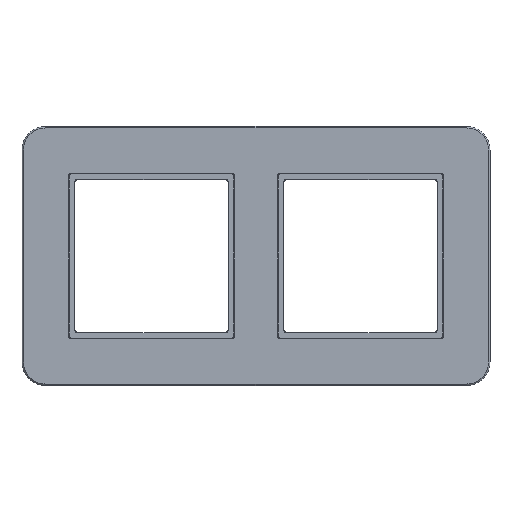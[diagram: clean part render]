
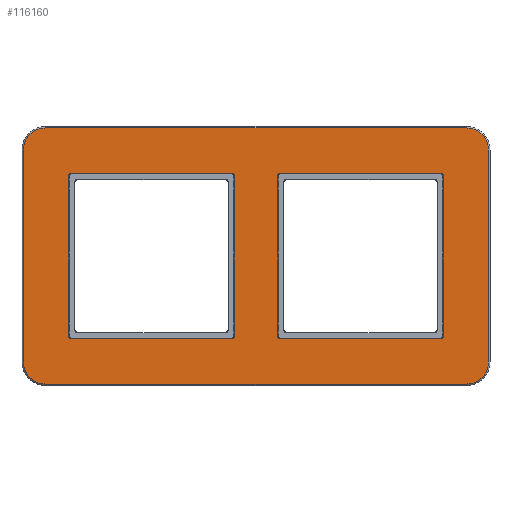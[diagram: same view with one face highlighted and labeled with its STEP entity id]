
A CAD part, top view. The second image highlights one B-rep face of the part: STEP entity #116160.
In plain terms, the highlighted face is planar.
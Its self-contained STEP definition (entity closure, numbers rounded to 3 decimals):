
#115437=DIRECTION('',(0.,0.,-1.));
#115438=VECTOR('',#115437,54.6);
#115439=CARTESIAN_POINT('',(28.1,10.,27.3));
#115440=LINE('8985',#115439,#115438);
#115444=CARTESIAN_POINT('',(27.3,10.,-27.3));
#115445=DIRECTION('',(0.,-1.,0.));
#115446=DIRECTION('',(0.,0.,-1.));
#115447=AXIS2_PLACEMENT_3D('',#115444,#115445,#115446);
#115452=DIRECTION('',(-1.,0.,0.));
#115453=VECTOR('',#115452,54.6);
#115454=CARTESIAN_POINT('',(27.3,10.,-28.1));
#115455=LINE('8987',#115454,#115453);
#115459=CARTESIAN_POINT('',(-27.3,10.,-27.3));
#115460=DIRECTION('',(0.,-1.,0.));
#115461=DIRECTION('',(-1.,0.,0.));
#115462=AXIS2_PLACEMENT_3D('',#115459,#115460,#115461);
#115467=DIRECTION('',(0.,0.,1.));
#115468=VECTOR('',#115467,54.6);
#115469=CARTESIAN_POINT('',(-28.1,10.,-27.3));
#115470=LINE('8988',#115469,#115468);
#115474=CARTESIAN_POINT('',(-27.3,10.,27.3));
#115475=DIRECTION('',(0.,-1.,0.));
#115476=DIRECTION('',(0.,0.,1.));
#115477=AXIS2_PLACEMENT_3D('',#115474,#115475,#115476);
#115482=DIRECTION('',(1.,0.,0.));
#115483=VECTOR('',#115482,54.6);
#115484=CARTESIAN_POINT('',(-27.3,10.,28.1));
#115485=LINE('8989',#115484,#115483);
#115489=CARTESIAN_POINT('',(27.3,10.,27.3));
#115490=DIRECTION('',(0.,-1.,0.));
#115491=DIRECTION('',(1.,0.,0.));
#115492=AXIS2_PLACEMENT_3D('',#115489,#115490,#115491);
#115497=DIRECTION('',(0.,0.,-1.));
#115498=VECTOR('',#115497,54.6);
#115499=CARTESIAN_POINT('',(42.9,10.,27.3));
#115500=LINE('8986',#115499,#115498);
#115504=CARTESIAN_POINT('',(43.7,10.,27.3));
#115505=DIRECTION('',(0.,1.,0.));
#115506=DIRECTION('',(-1.,0.,0.));
#115507=AXIS2_PLACEMENT_3D('',#115504,#115505,#115506);
#115512=DIRECTION('',(-1.,0.,0.));
#115513=VECTOR('',#115512,54.6);
#115514=CARTESIAN_POINT('',(98.3,10.,28.1));
#115515=LINE('8996',#115514,#115513);
#115519=CARTESIAN_POINT('',(98.3,10.,27.3));
#115520=DIRECTION('',(0.,1.,0.));
#115521=DIRECTION('',(0.,0.,1.));
#115522=AXIS2_PLACEMENT_3D('',#115519,#115520,#115521);
#115527=DIRECTION('',(0.,0.,1.));
#115528=VECTOR('',#115527,54.6);
#115529=CARTESIAN_POINT('',(99.1,10.,-27.3));
#115530=LINE('8995',#115529,#115528);
#115534=CARTESIAN_POINT('',(98.3,10.,-27.3));
#115535=DIRECTION('',(0.,1.,0.));
#115536=DIRECTION('',(1.,0.,0.));
#115537=AXIS2_PLACEMENT_3D('',#115534,#115535,#115536);
#115542=DIRECTION('',(1.,0.,0.));
#115543=VECTOR('',#115542,54.6);
#115544=CARTESIAN_POINT('',(43.7,10.,-28.1));
#115545=LINE('8994',#115544,#115543);
#115549=CARTESIAN_POINT('',(43.7,10.,-27.3));
#115550=DIRECTION('',(0.,1.,0.));
#115551=DIRECTION('',(0.,0.,-1.));
#115552=AXIS2_PLACEMENT_3D('',#115549,#115550,#115551);
#115557=DIRECTION('',(1.,0.,0.));
#115558=VECTOR('',#115557,143.);
#115559=CARTESIAN_POINT('',(-36.,10.,43.5));
#115560=LINE('7011',#115559,#115558);
#115564=CARTESIAN_POINT('',(-36.,10.,36.));
#115565=DIRECTION('',(0.,1.,0.));
#115566=DIRECTION('',(-1.,0.,0.));
#115567=AXIS2_PLACEMENT_3D('',#115564,#115565,#115566);
#115572=DIRECTION('',(0.,0.,1.));
#115573=VECTOR('',#115572,72.);
#115574=CARTESIAN_POINT('',(-43.5,10.,-36.));
#115575=LINE('7023',#115574,#115573);
#115579=CARTESIAN_POINT('',(-36.,10.,-36.));
#115580=DIRECTION('',(0.,1.,0.));
#115581=DIRECTION('',(0.,0.,-1.));
#115582=AXIS2_PLACEMENT_3D('',#115579,#115580,#115581);
#115587=DIRECTION('',(-1.,0.,0.));
#115588=VECTOR('',#115587,143.);
#115589=CARTESIAN_POINT('',(107.,10.,-43.5));
#115590=LINE('7019',#115589,#115588);
#115594=CARTESIAN_POINT('',(107.,10.,-36.));
#115595=DIRECTION('',(0.,1.,0.));
#115596=DIRECTION('',(1.,0.,0.));
#115597=AXIS2_PLACEMENT_3D('',#115594,#115595,#115596);
#115602=DIRECTION('',(0.,0.,-1.));
#115603=VECTOR('',#115602,72.);
#115604=CARTESIAN_POINT('',(114.5,10.,36.));
#115605=LINE('7015',#115604,#115603);
#115609=CARTESIAN_POINT('',(107.,10.,36.));
#115610=DIRECTION('',(0.,1.,0.));
#115611=DIRECTION('',(0.,0.,1.));
#115612=AXIS2_PLACEMENT_3D('',#115609,#115610,#115611);
#115895=CARTESIAN_POINT('',(-36.,10.,43.5));
#115896=CARTESIAN_POINT('',(107.,10.,43.5));
#115897=VERTEX_POINT('',#115895);
#115898=VERTEX_POINT('',#115896);
#115903=CARTESIAN_POINT('',(114.5,10.,36.));
#115904=VERTEX_POINT('',#115903);
#115907=CARTESIAN_POINT('',(114.5,10.,-36.));
#115908=VERTEX_POINT('',#115907);
#115911=CARTESIAN_POINT('',(107.,10.,-43.5));
#115912=VERTEX_POINT('',#115911);
#115915=CARTESIAN_POINT('',(-36.,10.,-43.5));
#115916=VERTEX_POINT('',#115915);
#115919=CARTESIAN_POINT('',(-43.5,10.,-36.));
#115920=VERTEX_POINT('',#115919);
#115923=CARTESIAN_POINT('',(-43.5,10.,36.));
#115924=VERTEX_POINT('',#115923);
#115959=CARTESIAN_POINT('',(28.1,10.,27.3));
#115960=CARTESIAN_POINT('',(28.1,10.,-27.3));
#115961=VERTEX_POINT('',#115959);
#115962=VERTEX_POINT('',#115960);
#115963=CARTESIAN_POINT('',(42.9,10.,27.3));
#115964=CARTESIAN_POINT('',(42.9,10.,-27.3));
#115965=VERTEX_POINT('',#115963);
#115966=VERTEX_POINT('',#115964);
#115967=CARTESIAN_POINT('',(27.3,10.,-28.1));
#115968=CARTESIAN_POINT('',(-27.3,10.,-28.1));
#115969=VERTEX_POINT('',#115967);
#115970=VERTEX_POINT('',#115968);
#115971=CARTESIAN_POINT('',(-28.1,10.,-27.3));
#115972=CARTESIAN_POINT('',(-28.1,10.,27.3));
#115973=VERTEX_POINT('',#115971);
#115974=VERTEX_POINT('',#115972);
#115975=CARTESIAN_POINT('',(-27.3,10.,28.1));
#115976=CARTESIAN_POINT('',(27.3,10.,28.1));
#115977=VERTEX_POINT('',#115975);
#115978=VERTEX_POINT('',#115976);
#115979=CARTESIAN_POINT('',(43.7,10.,-28.1));
#115980=CARTESIAN_POINT('',(98.3,10.,-28.1));
#115981=VERTEX_POINT('',#115979);
#115982=VERTEX_POINT('',#115980);
#115983=CARTESIAN_POINT('',(99.1,10.,-27.3));
#115984=CARTESIAN_POINT('',(99.1,10.,27.3));
#115985=VERTEX_POINT('',#115983);
#115986=VERTEX_POINT('',#115984);
#115987=CARTESIAN_POINT('',(98.3,10.,28.1));
#115988=CARTESIAN_POINT('',(43.7,10.,28.1));
#115989=VERTEX_POINT('',#115987);
#115990=VERTEX_POINT('',#115988);
#116102=CARTESIAN_POINT('',(0.,10.,0.));
#116103=DIRECTION('',(0.,1.,0.));
#116104=DIRECTION('',(0.,0.,1.));
#116105=AXIS2_PLACEMENT_3D('',#116102,#116103,#116104);
#116106=PLANE('5553',#116105);
#116108=ORIENTED_EDGE('7011',*,*,#116107,.F.);
#116110=ORIENTED_EDGE('7025',*,*,#116109,.F.);
#116112=ORIENTED_EDGE('7023',*,*,#116111,.F.);
#116113=ORIENTED_EDGE('7021',*,*,#116085,.F.);
#116115=ORIENTED_EDGE('7019',*,*,#116114,.F.);
#116117=ORIENTED_EDGE('7017',*,*,#116116,.F.);
#116119=ORIENTED_EDGE('7015',*,*,#116118,.F.);
#116121=ORIENTED_EDGE('7013',*,*,#116120,.F.);
#116122=EDGE_LOOP('5553',(#116108,#116110,#116112,#116113,#116115,#116117,
#116119,#116121));
#116123=FACE_OUTER_BOUND('5553',#116122,.F.);
#116125=ORIENTED_EDGE('8986',*,*,#116124,.F.);
#116127=ORIENTED_EDGE('8998',*,*,#116126,.T.);
#116129=ORIENTED_EDGE('8996',*,*,#116128,.F.);
#116131=ORIENTED_EDGE('8999',*,*,#116130,.T.);
#116133=ORIENTED_EDGE('8995',*,*,#116132,.F.);
#116135=ORIENTED_EDGE('9000',*,*,#116134,.T.);
#116137=ORIENTED_EDGE('8994',*,*,#116136,.F.);
#116139=ORIENTED_EDGE('8997',*,*,#116138,.T.);
#116140=EDGE_LOOP('5553',(#116125,#116127,#116129,#116131,#116133,#116135,
#116137,#116139));
#116141=FACE_BOUND('5553',#116140,.F.);
#116143=ORIENTED_EDGE('8985',*,*,#116142,.T.);
#116145=ORIENTED_EDGE('8990',*,*,#116144,.F.);
#116147=ORIENTED_EDGE('8987',*,*,#116146,.T.);
#116149=ORIENTED_EDGE('8993',*,*,#116148,.F.);
#116151=ORIENTED_EDGE('8988',*,*,#116150,.T.);
#116153=ORIENTED_EDGE('8992',*,*,#116152,.F.);
#116155=ORIENTED_EDGE('8989',*,*,#116154,.T.);
#116157=ORIENTED_EDGE('8991',*,*,#116156,.F.);
#116158=EDGE_LOOP('5553',(#116143,#116145,#116147,#116149,#116151,#116153,
#116155,#116157));
#116159=FACE_BOUND('5553',#116158,.F.);
#116160=ADVANCED_FACE('5553',(#116123,#116141,#116159),#116106,.T.);
#115448=CIRCLE('8990',#115447,0.8);
#115463=CIRCLE('8993',#115462,0.8);
#115478=CIRCLE('8992',#115477,0.8);
#115493=CIRCLE('8991',#115492,0.8);
#115508=CIRCLE('8998',#115507,0.8);
#115523=CIRCLE('8999',#115522,0.8);
#115538=CIRCLE('9000',#115537,0.8);
#115553=CIRCLE('8997',#115552,0.8);
#115568=CIRCLE('7025',#115567,7.5);
#115583=CIRCLE('7021',#115582,7.5);
#115598=CIRCLE('7017',#115597,7.5);
#115613=CIRCLE('7013',#115612,7.5);
#116085=EDGE_CURVE('7021',#115916,#115920,#115583,.T.);
#116107=EDGE_CURVE('7011',#115897,#115898,#115560,.T.);
#116109=EDGE_CURVE('7025',#115924,#115897,#115568,.T.);
#116111=EDGE_CURVE('7023',#115920,#115924,#115575,.T.);
#116114=EDGE_CURVE('7019',#115912,#115916,#115590,.T.);
#116116=EDGE_CURVE('7017',#115908,#115912,#115598,.T.);
#116118=EDGE_CURVE('7015',#115904,#115908,#115605,.T.);
#116120=EDGE_CURVE('7013',#115898,#115904,#115613,.T.);
#116124=EDGE_CURVE('8986',#115965,#115966,#115500,.T.);
#116126=EDGE_CURVE('8998',#115965,#115990,#115508,.T.);
#116128=EDGE_CURVE('8996',#115989,#115990,#115515,.T.);
#116130=EDGE_CURVE('8999',#115989,#115986,#115523,.T.);
#116132=EDGE_CURVE('8995',#115985,#115986,#115530,.T.);
#116134=EDGE_CURVE('9000',#115985,#115982,#115538,.T.);
#116136=EDGE_CURVE('8994',#115981,#115982,#115545,.T.);
#116138=EDGE_CURVE('8997',#115981,#115966,#115553,.T.);
#116142=EDGE_CURVE('8985',#115961,#115962,#115440,.T.);
#116144=EDGE_CURVE('8990',#115969,#115962,#115448,.T.);
#116146=EDGE_CURVE('8987',#115969,#115970,#115455,.T.);
#116148=EDGE_CURVE('8993',#115973,#115970,#115463,.T.);
#116150=EDGE_CURVE('8988',#115973,#115974,#115470,.T.);
#116152=EDGE_CURVE('8992',#115977,#115974,#115478,.T.);
#116154=EDGE_CURVE('8989',#115977,#115978,#115485,.T.);
#116156=EDGE_CURVE('8991',#115961,#115978,#115493,.T.);
